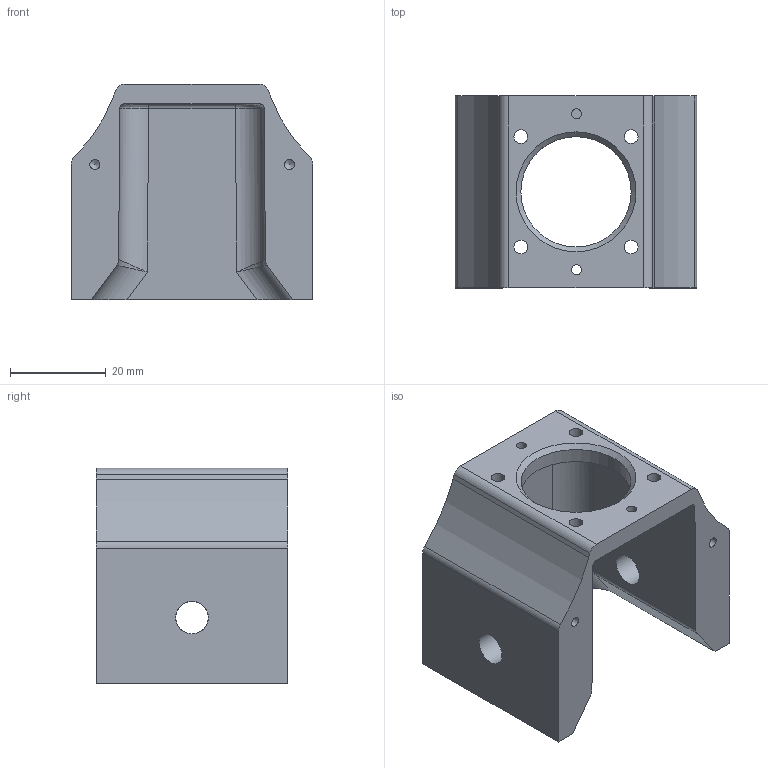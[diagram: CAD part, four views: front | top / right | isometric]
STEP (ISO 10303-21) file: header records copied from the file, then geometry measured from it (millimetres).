
FILE_DESCRIPTION(/* description */ (''),/* implementation_level */ '2;1');
FILE_NAME(/* name */ 'v7_headShell.step',/* time_stamp */ '2025-07-02T19:24:05-07:00',/* author */ (''),/* organization */ (''),/* preprocessor_version */ 'ST-DEVELOPER v20.1',/* originating_system */ 'Autodesk Translation Framework v14.10.0.0',/* authorisation */ '');
FILE_SCHEMA (('AUTOMOTIVE_DESIGN { 1 0 10303 214 3 1 1 }'));
Length unit declared in the file: millimetre
Products named in the file (1): 2025-06-25-00-13-53-360
Bounding box: 50.42 x 40 x 44.9 mm (x, y, z)
Volume: 34818.7 mm3; surface area: 13731.4 mm2
Topology: 1 solids, 1 shells, 60 faces, 159 edges, 102 vertices
Faces by surface type: cylinder 32, plane 17, cone 7, bspline 4
Full cylindrical faces by diameter (mm): 2.075 x10, 2.88 x4, 6.779 x2, 23 x1
Entity records: 2037 total; most frequent: CARTESIAN_POINT 460, DIRECTION 333, ORIENTED_EDGE 302, EDGE_CURVE 151, AXIS2_PLACEMENT_3D 129, VERTEX_POINT 102, EDGE_LOOP 85, LINE 75
